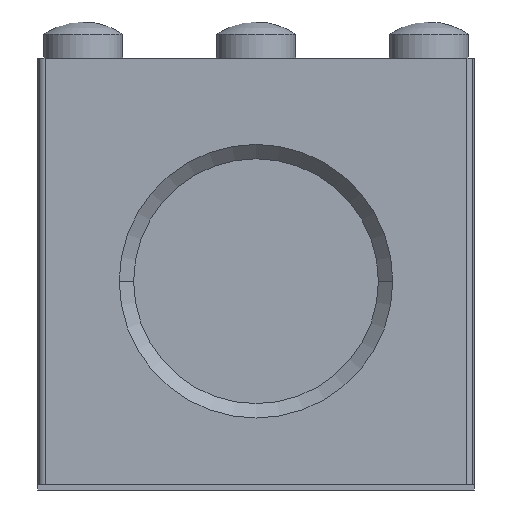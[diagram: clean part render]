
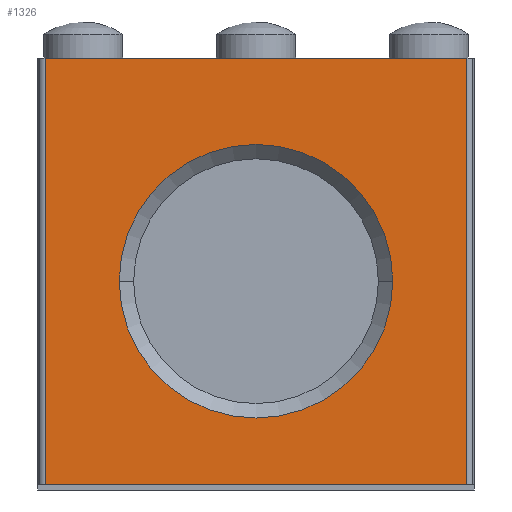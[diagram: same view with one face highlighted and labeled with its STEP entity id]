
A CAD part, front view. The second image highlights one B-rep face of the part: STEP entity #1326.
In plain terms, the highlighted planar face has unit normal (0, -1, 0).
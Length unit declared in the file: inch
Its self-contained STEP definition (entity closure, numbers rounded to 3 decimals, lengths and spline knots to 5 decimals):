
#326 = VECTOR ( 'NONE', #791, 39.37008 ) ;
#533 = CARTESIAN_POINT ( 'NONE',  ( 3.21791, -2.14567, -2.06361 ) ) ;
#688 = CARTESIAN_POINT ( 'NONE',  ( 3.69035, -2.14567, -1.45338 ) ) ;
#758 = EDGE_LOOP ( 'NONE', ( #10972, #8258, #4734, #2964, #14115, #6594 ) ) ;
#791 = DIRECTION ( 'NONE',  ( -1., 0., 0. ) ) ;
#995 = VERTEX_POINT ( 'NONE', #12670 ) ;
#1074 = LINE ( 'NONE', #7447, #12505 ) ;
#1326 = ADVANCED_FACE ( 'NONE', ( #8729, #5764 ), #14301, .T. ) ;
#1565 = VECTOR ( 'NONE', #9354, 39.37008 ) ;
#1708 = DIRECTION ( 'NONE',  ( 0., -1., 0. ) ) ;
#2012 = LINE ( 'NONE', #4238, #4507 ) ;
#2063 = CARTESIAN_POINT ( 'NONE',  ( 3.21791, -2.14567, -2.06361 ) ) ;
#2371 = EDGE_LOOP ( 'NONE', ( #8975, #6180 ) ) ;
#2840 = VECTOR ( 'NONE', #13081, 39.37008 ) ;
#2954 = CARTESIAN_POINT ( 'NONE',  ( 3.79468, -2.14567, -1.45338 ) ) ;
#2964 = ORIENTED_EDGE ( 'NONE', *, *, #6014, .T. ) ;
#2985 = VERTEX_POINT ( 'NONE', #5809 ) ;
#3101 = EDGE_CURVE ( 'NONE', #10005, #7985, #4306, .T. ) ;
#3222 = CARTESIAN_POINT ( 'NONE',  ( 2.8439, -2.14567, -2.06361 ) ) ;
#4089 = DIRECTION ( 'NONE',  ( -1., 0., 0. ) ) ;
#4094 = DIRECTION ( 'NONE',  ( 0., 0., -1. ) ) ;
#4208 = CARTESIAN_POINT ( 'NONE',  ( 2.64114, -2.14567, -2.61873 ) ) ;
#4238 = CARTESIAN_POINT ( 'NONE',  ( 2.74547, -2.14567, -1.45338 ) ) ;
#4306 = CIRCLE ( 'NONE', #10508, 0.37402 ) ;
#4507 = VECTOR ( 'NONE', #4089, 39.37008 ) ;
#4565 = LINE ( 'NONE', #4208, #11216 ) ;
#4734 = ORIENTED_EDGE ( 'NONE', *, *, #6940, .T. ) ;
#5196 = DIRECTION ( 'NONE',  ( 1., 0., 0. ) ) ;
#5343 = DIRECTION ( 'NONE',  ( 0., 0., 1. ) ) ;
#5443 = DIRECTION ( 'NONE',  ( 0., 1., 0. ) ) ;
#5764 = FACE_OUTER_BOUND ( 'NONE', #758, .T. ) ;
#5809 = CARTESIAN_POINT ( 'NONE',  ( 3.69035, -2.14567, -1.45338 ) ) ;
#5884 = EDGE_CURVE ( 'NONE', #9799, #5989, #7444, .T. ) ;
#5963 = CIRCLE ( 'NONE', #9001, 0.37402 ) ;
#5989 = VERTEX_POINT ( 'NONE', #8567 ) ;
#6014 = EDGE_CURVE ( 'NONE', #2985, #10869, #7925, .T. ) ;
#6180 = ORIENTED_EDGE ( 'NONE', *, *, #3101, .T. ) ;
#6594 = ORIENTED_EDGE ( 'NONE', *, *, #7595, .F. ) ;
#6940 = EDGE_CURVE ( 'NONE', #7436, #2985, #1074, .T. ) ;
#7436 = VERTEX_POINT ( 'NONE', #9542 ) ;
#7444 = LINE ( 'NONE', #14080, #1565 ) ;
#7447 = CARTESIAN_POINT ( 'NONE',  ( 3.79468, -2.14567, -1.45338 ) ) ;
#7595 = EDGE_CURVE ( 'NONE', #9799, #995, #4565, .T. ) ;
#7925 = LINE ( 'NONE', #688, #326 ) ;
#7961 = EDGE_CURVE ( 'NONE', #7985, #10005, #5963, .T. ) ;
#7985 = VERTEX_POINT ( 'NONE', #12168 ) ;
#8258 = ORIENTED_EDGE ( 'NONE', *, *, #14047, .F. ) ;
#8421 = DIRECTION ( 'NONE',  ( 0., 1., 0. ) ) ;
#8436 = DIRECTION ( 'NONE',  ( -1., 0., 0. ) ) ;
#8486 = LINE ( 'NONE', #2954, #2840 ) ;
#8567 = CARTESIAN_POINT ( 'NONE',  ( 3.79468, -2.14567, -2.61873 ) ) ;
#8729 = FACE_BOUND ( 'NONE', #2371, .T. ) ;
#8975 = ORIENTED_EDGE ( 'NONE', *, *, #7961, .T. ) ;
#9001 = AXIS2_PLACEMENT_3D ( 'NONE', #533, #8421, #5196 ) ;
#9354 = DIRECTION ( 'NONE',  ( 1., 0., 0. ) ) ;
#9542 = CARTESIAN_POINT ( 'NONE',  ( 3.79468, -2.14567, -1.45338 ) ) ;
#9799 = VERTEX_POINT ( 'NONE', #10223 ) ;
#10005 = VERTEX_POINT ( 'NONE', #3222 ) ;
#10223 = CARTESIAN_POINT ( 'NONE',  ( 2.64114, -2.14567, -2.61873 ) ) ;
#10508 = AXIS2_PLACEMENT_3D ( 'NONE', #2063, #5443, #10954 ) ;
#10869 = VERTEX_POINT ( 'NONE', #11810 ) ;
#10954 = DIRECTION ( 'NONE',  ( 1., 0., 0. ) ) ;
#10972 = ORIENTED_EDGE ( 'NONE', *, *, #5884, .T. ) ;
#11037 = EDGE_CURVE ( 'NONE', #10869, #995, #2012, .T. ) ;
#11216 = VECTOR ( 'NONE', #5343, 39.37008 ) ;
#11810 = CARTESIAN_POINT ( 'NONE',  ( 2.74547, -2.14567, -1.45338 ) ) ;
#12168 = CARTESIAN_POINT ( 'NONE',  ( 3.59193, -2.14567, -2.06361 ) ) ;
#12505 = VECTOR ( 'NONE', #8436, 39.37008 ) ;
#12670 = CARTESIAN_POINT ( 'NONE',  ( 2.64114, -2.14567, -1.45338 ) ) ;
#13031 = CARTESIAN_POINT ( 'NONE',  ( 3.81437, -2.14567, -2.63448 ) ) ;
#13081 = DIRECTION ( 'NONE',  ( 0., 0., -1. ) ) ;
#14047 = EDGE_CURVE ( 'NONE', #7436, #5989, #8486, .T. ) ;
#14080 = CARTESIAN_POINT ( 'NONE',  ( 2.64114, -2.14567, -2.61873 ) ) ;
#14082 = AXIS2_PLACEMENT_3D ( 'NONE', #13031, #1708, #4094 ) ;
#14115 = ORIENTED_EDGE ( 'NONE', *, *, #11037, .T. ) ;
#14301 = PLANE ( 'NONE',  #14082 ) ;
